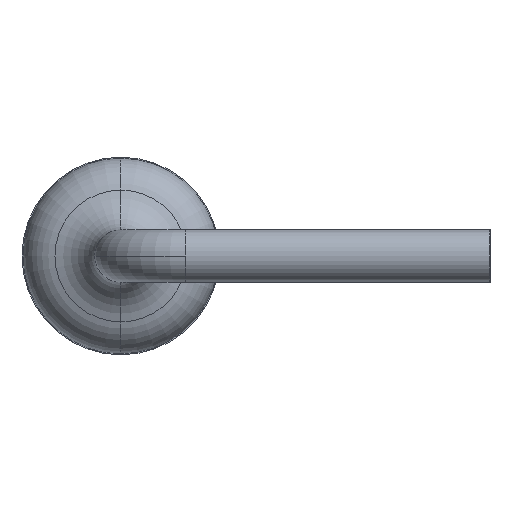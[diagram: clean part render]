
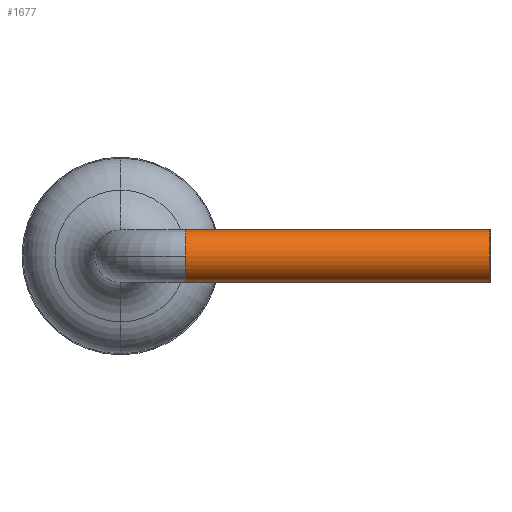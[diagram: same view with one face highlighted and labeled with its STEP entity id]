
A CAD part, left-side view. The second image highlights one B-rep face of the part: STEP entity #1677.
In plain terms, the highlighted cylindrical face has radius 0.305 mm (diameter 0.61 mm), a partial arc.
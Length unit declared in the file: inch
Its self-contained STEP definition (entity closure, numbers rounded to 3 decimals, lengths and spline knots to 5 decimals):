
#296 = CARTESIAN_POINT ( 'NONE',  ( 0., 0.04, -0.012 ) ) ;
#297 = DIRECTION ( 'NONE',  ( 0., 0., 1. ) ) ;
#298 = DIRECTION ( 'NONE',  ( 0., 1., 0. ) ) ;
#299 = CARTESIAN_POINT ( 'NONE',  ( 0., 0.04, 0. ) ) ;
#300 = AXIS2_PLACEMENT_3D ( 'NONE', #299, #298, #297 ) ;
#305 = CIRCLE ( 'NONE', #300, 0.012 ) ;
#477 = CARTESIAN_POINT ( 'NONE',  ( -0.012, 0.04, 0. ) ) ;
#652 = DIRECTION ( 'NONE',  ( 0., -1., 0. ) ) ;
#653 = VECTOR ( 'NONE', #652, 39.37008 ) ;
#654 = CARTESIAN_POINT ( 'NONE',  ( 0., 0.04, -0.012 ) ) ;
#655 = LINE ( 'NONE', #654, #653 ) ;
#861 = CARTESIAN_POINT ( 'NONE',  ( 0., -0.1, -0.012 ) ) ;
#862 = CARTESIAN_POINT ( 'NONE',  ( 0., -0.1, 0.012 ) ) ;
#980 = DIRECTION ( 'NONE',  ( 0., -1., 0. ) ) ;
#981 = VECTOR ( 'NONE', #980, 39.37008 ) ;
#982 = CARTESIAN_POINT ( 'NONE',  ( 0., 0.04, 0.012 ) ) ;
#983 = LINE ( 'NONE', #982, #981 ) ;
#984 = CARTESIAN_POINT ( 'NONE',  ( 0., 0.04, 0.012 ) ) ;
#1309 = DIRECTION ( 'NONE',  ( 0., 0., 1. ) ) ;
#1346 = DIRECTION ( 'NONE',  ( 0., 0., 1. ) ) ;
#1347 = DIRECTION ( 'NONE',  ( 0., 1., 0. ) ) ;
#1348 = CARTESIAN_POINT ( 'NONE',  ( 0., 0.04, 0. ) ) ;
#1349 = AXIS2_PLACEMENT_3D ( 'NONE', #1348, #1347, #1346 ) ;
#1351 = DIRECTION ( 'NONE',  ( 0., 0., -1. ) ) ;
#1352 = DIRECTION ( 'NONE',  ( 0., -1., 0. ) ) ;
#1353 = CARTESIAN_POINT ( 'NONE',  ( 0., 0.04, 0. ) ) ;
#1354 = AXIS2_PLACEMENT_3D ( 'NONE', #1353, #1352, #1351 ) ;
#1355 = CIRCLE ( 'NONE', #1349, 0.012 ) ;
#1356 = CYLINDRICAL_SURFACE ( 'NONE', #1354, 0.012 ) ;
#1363 = DIRECTION ( 'NONE',  ( 0., 1., 0. ) ) ;
#1364 = CARTESIAN_POINT ( 'NONE',  ( 0., -0.1, 0. ) ) ;
#1365 = AXIS2_PLACEMENT_3D ( 'NONE', #1364, #1363, #1309 ) ;
#1366 = CIRCLE ( 'NONE', #1365, 0.012 ) ;
#1367 = FACE_OUTER_BOUND ( 'NONE', #1678, .T. ) ;
#1429 = VERTEX_POINT ( 'NONE', #477 ) ;
#1464 = EDGE_CURVE ( 'NONE', #1465, #1429, #305, .T. ) ;
#1465 = VERTEX_POINT ( 'NONE', #296 ) ;
#1530 = EDGE_CURVE ( 'NONE', #1465, #1574, #655, .T. ) ;
#1569 = VERTEX_POINT ( 'NONE', #984 ) ;
#1571 = EDGE_CURVE ( 'NONE', #1569, #1572, #983, .T. ) ;
#1572 = VERTEX_POINT ( 'NONE', #862 ) ;
#1574 = VERTEX_POINT ( 'NONE', #861 ) ;
#1675 = EDGE_CURVE ( 'NONE', #1574, #1572, #1366, .T. ) ;
#1677 = ADVANCED_FACE ( 'NONE', ( #1367 ), #1356, .T. ) ;
#1678 = EDGE_LOOP ( 'NONE', ( #1679, #1680, #1684, #1685, #1816 ) ) ;
#1679 = ORIENTED_EDGE ( 'NONE', *, *, #1571, .F. ) ;
#1680 = ORIENTED_EDGE ( 'NONE', *, *, #1683, .F. ) ;
#1683 = EDGE_CURVE ( 'NONE', #1429, #1569, #1355, .T. ) ;
#1684 = ORIENTED_EDGE ( 'NONE', *, *, #1464, .F. ) ;
#1685 = ORIENTED_EDGE ( 'NONE', *, *, #1530, .T. ) ;
#1816 = ORIENTED_EDGE ( 'NONE', *, *, #1675, .T. ) ;
